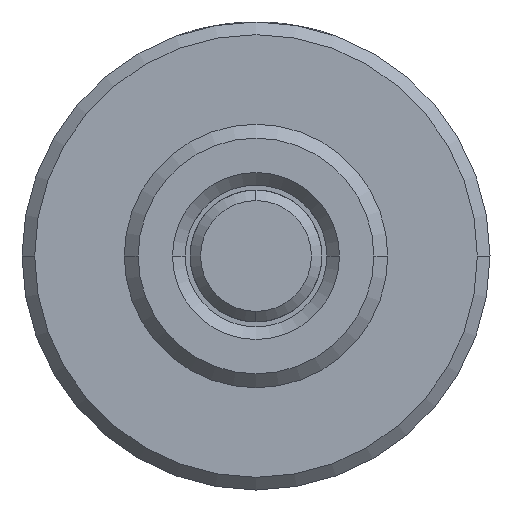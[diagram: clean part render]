
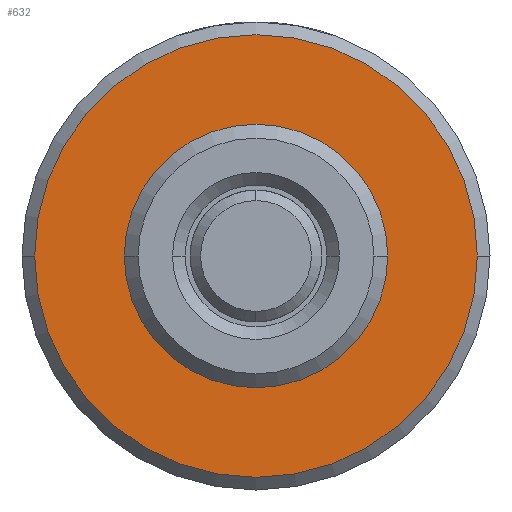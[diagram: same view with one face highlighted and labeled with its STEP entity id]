
A CAD part, left-side view. The second image highlights one B-rep face of the part: STEP entity #632.
In plain terms, the highlighted planar face has unit normal (-1, 0, 0).
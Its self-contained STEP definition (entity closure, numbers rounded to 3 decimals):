
#76 = CARTESIAN_POINT ( 'NONE',  ( 12.7, 0., 0. ) ) ;
#127 = EDGE_CURVE ( 'NONE', #4671, #403, #1623, .T. ) ;
#372 = AXIS2_PLACEMENT_3D ( 'NONE', #76, #4180, #894 ) ;
#403 = VERTEX_POINT ( 'NONE', #2606 ) ;
#632 = ADVANCED_FACE ( 'NONE', ( #5180, #3919 ), #2310, .F. ) ;
#706 = CARTESIAN_POINT ( 'NONE',  ( 12.7, 0., 0. ) ) ;
#844 = AXIS2_PLACEMENT_3D ( 'NONE', #706, #1522, #2385 ) ;
#873 = CARTESIAN_POINT ( 'NONE',  ( 12.7, 0., 7.906 ) ) ;
#894 = DIRECTION ( 'NONE',  ( 0., 0., -1. ) ) ;
#1092 = DIRECTION ( 'NONE',  ( 0., 0., -1. ) ) ;
#1154 = CARTESIAN_POINT ( 'NONE',  ( 12.7, 0., 0. ) ) ;
#1312 = ORIENTED_EDGE ( 'NONE', *, *, #3734, .T. ) ;
#1329 = CIRCLE ( 'NONE', #372, 7.906 ) ;
#1419 = AXIS2_PLACEMENT_3D ( 'NONE', #1154, #2857, #1638 ) ;
#1522 = DIRECTION ( 'NONE',  ( 1., 0., 0. ) ) ;
#1623 = CIRCLE ( 'NONE', #1973, 13.335 ) ;
#1638 = DIRECTION ( 'NONE',  ( 0., 0., -1. ) ) ;
#1688 = AXIS2_PLACEMENT_3D ( 'NONE', #3153, #4798, #1092 ) ;
#1830 = CARTESIAN_POINT ( 'NONE',  ( 12.7, 0., -7.906 ) ) ;
#1962 = EDGE_CURVE ( 'NONE', #3484, #3046, #3199, .T. ) ;
#1973 = AXIS2_PLACEMENT_3D ( 'NONE', #5159, #2776, #3520 ) ;
#1996 = ORIENTED_EDGE ( 'NONE', *, *, #127, .F. ) ;
#2310 = PLANE ( 'NONE',  #1688 ) ;
#2385 = DIRECTION ( 'NONE',  ( 0., 0., -1. ) ) ;
#2606 = CARTESIAN_POINT ( 'NONE',  ( 12.7, 0., 13.335 ) ) ;
#2776 = DIRECTION ( 'NONE',  ( 1., 0., 0. ) ) ;
#2857 = DIRECTION ( 'NONE',  ( 1., 0., 0. ) ) ;
#2971 = CARTESIAN_POINT ( 'NONE',  ( 12.7, 0., -13.335 ) ) ;
#3046 = VERTEX_POINT ( 'NONE', #1830 ) ;
#3153 = CARTESIAN_POINT ( 'NONE',  ( 12.7, 0., 0. ) ) ;
#3199 = CIRCLE ( 'NONE', #844, 7.906 ) ;
#3272 = ORIENTED_EDGE ( 'NONE', *, *, #1962, .T. ) ;
#3273 = EDGE_CURVE ( 'NONE', #403, #4671, #3757, .T. ) ;
#3484 = VERTEX_POINT ( 'NONE', #873 ) ;
#3520 = DIRECTION ( 'NONE',  ( 0., 0., -1. ) ) ;
#3734 = EDGE_CURVE ( 'NONE', #3046, #3484, #1329, .T. ) ;
#3757 = CIRCLE ( 'NONE', #1419, 13.335 ) ;
#3870 = ORIENTED_EDGE ( 'NONE', *, *, #3273, .F. ) ;
#3919 = FACE_BOUND ( 'NONE', #5295, .T. ) ;
#4180 = DIRECTION ( 'NONE',  ( 1., 0., 0. ) ) ;
#4671 = VERTEX_POINT ( 'NONE', #2971 ) ;
#4798 = DIRECTION ( 'NONE',  ( 1., 0., 0. ) ) ;
#5159 = CARTESIAN_POINT ( 'NONE',  ( 12.7, 0., 0. ) ) ;
#5180 = FACE_OUTER_BOUND ( 'NONE', #5321, .T. ) ;
#5295 = EDGE_LOOP ( 'NONE', ( #1312, #3272 ) ) ;
#5321 = EDGE_LOOP ( 'NONE', ( #3870, #1996 ) ) ;
